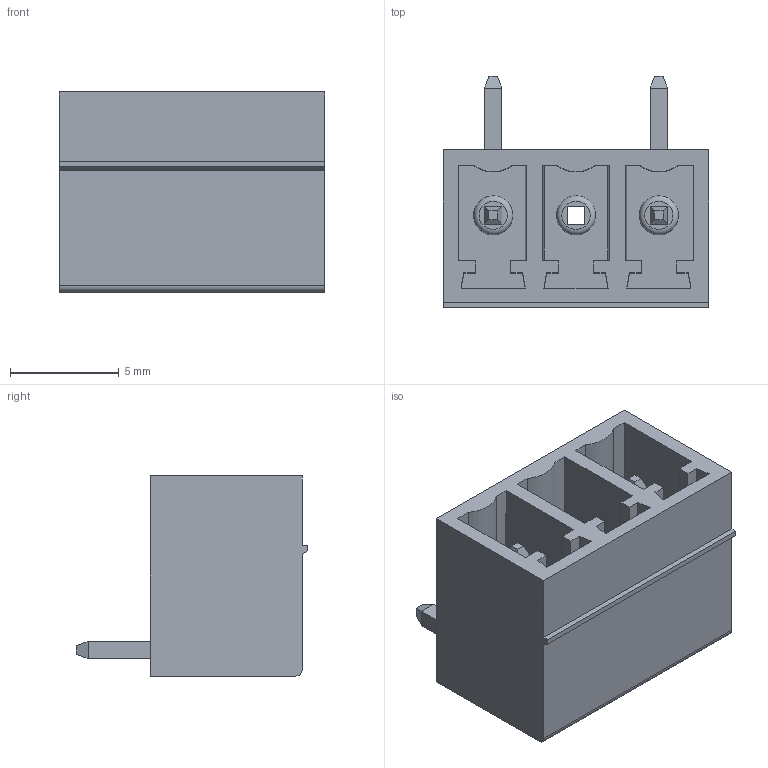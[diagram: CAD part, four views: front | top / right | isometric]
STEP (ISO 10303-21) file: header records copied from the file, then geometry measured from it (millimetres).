
FILE_DESCRIPTION(('STEP AP214'),'1');
FILE_NAME('PV02-7,62-H-P-S.stp','2017-12-15T16:45:25',(' '),(' '),'Spatial InterOp 3D',' ',' ');
FILE_SCHEMA(('automotive_design'));
Length unit declared in the file: metre
Products named in the file (1): 1
Bounding box: 12.23 x 10.65 x 9.2 mm (x, y, z)
Volume: 452.2 mm3; surface area: 1045.3 mm2
Topology: 1 solids, 1 shells, 153 faces, 414 edges, 270 vertices
Faces by surface type: plane 143, cylinder 7, torus 3
Full cylindrical faces by diameter (mm): 1.8 x3
Entity records: 5887 total; most frequent: CARTESIAN_POINT 828, ORIENTED_EDGE 810, DIRECTION 728, EDGE_CURVE 405, LINE 386, VECTOR 386, VERTEX_POINT 267, AXIS2_PLACEMENT_3D 171
